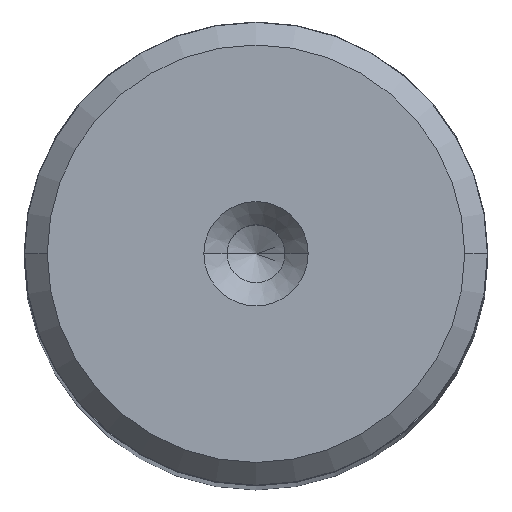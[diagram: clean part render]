
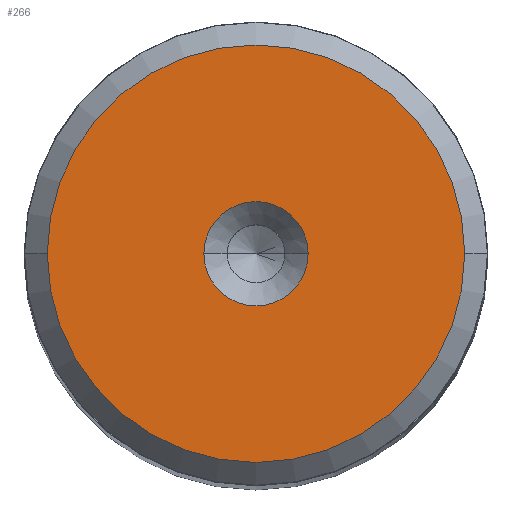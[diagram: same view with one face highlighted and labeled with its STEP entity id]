
A CAD part, top view. The second image highlights one B-rep face of the part: STEP entity #266.
In plain terms, the highlighted planar face has unit normal (0, 0, 1).
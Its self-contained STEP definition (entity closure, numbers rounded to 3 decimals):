
#138 = EDGE_CURVE ( 'NONE', #2673, #1770, #1742, .T. ) ;
#195 = FACE_OUTER_BOUND ( 'NONE', #1452, .T. ) ;
#266 = ADVANCED_FACE ( 'NONE', ( #1155, #195 ), #1402, .T. ) ;
#306 = CARTESIAN_POINT ( 'NONE',  ( 0., 0., 110. ) ) ;
#328 = DIRECTION ( 'NONE',  ( 0., 0., 1. ) ) ;
#370 = ORIENTED_EDGE ( 'NONE', *, *, #138, .F. ) ;
#465 = AXIS2_PLACEMENT_3D ( 'NONE', #2204, #1555, #1977 ) ;
#621 = CIRCLE ( 'NONE', #2171, 9.009 ) ;
#626 = DIRECTION ( 'NONE',  ( 0., 0., 1. ) ) ;
#657 = CARTESIAN_POINT ( 'NONE',  ( 2.25, 0., 110. ) ) ;
#690 = VERTEX_POINT ( 'NONE', #1669 ) ;
#717 = CARTESIAN_POINT ( 'NONE',  ( -9.009, 0., 110. ) ) ;
#779 = DIRECTION ( 'NONE',  ( 0., 0., 1. ) ) ;
#803 = AXIS2_PLACEMENT_3D ( 'NONE', #1655, #328, #1841 ) ;
#917 = EDGE_CURVE ( 'NONE', #1770, #2673, #2190, .T. ) ;
#988 = AXIS2_PLACEMENT_3D ( 'NONE', #306, #779, #2279 ) ;
#1117 = DIRECTION ( 'NONE',  ( 1., 0., 0. ) ) ;
#1128 = DIRECTION ( 'NONE',  ( 0., 0., 1. ) ) ;
#1155 = FACE_BOUND ( 'NONE', #2565, .T. ) ;
#1246 = ORIENTED_EDGE ( 'NONE', *, *, #2317, .T. ) ;
#1402 = PLANE ( 'NONE',  #988 ) ;
#1452 = EDGE_LOOP ( 'NONE', ( #1933, #1246 ) ) ;
#1555 = DIRECTION ( 'NONE',  ( 0., 0., 1. ) ) ;
#1581 = AXIS2_PLACEMENT_3D ( 'NONE', #2432, #1128, #1117 ) ;
#1655 = CARTESIAN_POINT ( 'NONE',  ( 0., 0., 110. ) ) ;
#1669 = CARTESIAN_POINT ( 'NONE',  ( 9.009, 0., 110. ) ) ;
#1742 = CIRCLE ( 'NONE', #803, 2.25 ) ;
#1770 = VERTEX_POINT ( 'NONE', #657 ) ;
#1841 = DIRECTION ( 'NONE',  ( 1., 0., 0. ) ) ;
#1933 = ORIENTED_EDGE ( 'NONE', *, *, #2772, .T. ) ;
#1951 = ORIENTED_EDGE ( 'NONE', *, *, #917, .F. ) ;
#1956 = CARTESIAN_POINT ( 'NONE',  ( 0., 0., 110. ) ) ;
#1977 = DIRECTION ( 'NONE',  ( 1., 0., 0. ) ) ;
#2171 = AXIS2_PLACEMENT_3D ( 'NONE', #1956, #626, #2536 ) ;
#2190 = CIRCLE ( 'NONE', #465, 2.25 ) ;
#2204 = CARTESIAN_POINT ( 'NONE',  ( 0., 0., 110. ) ) ;
#2279 = DIRECTION ( 'NONE',  ( 1., 0., 0. ) ) ;
#2317 = EDGE_CURVE ( 'NONE', #690, #2410, #2379, .T. ) ;
#2379 = CIRCLE ( 'NONE', #1581, 9.009 ) ;
#2410 = VERTEX_POINT ( 'NONE', #717 ) ;
#2432 = CARTESIAN_POINT ( 'NONE',  ( 0., 0., 110. ) ) ;
#2536 = DIRECTION ( 'NONE',  ( 1., 0., 0. ) ) ;
#2565 = EDGE_LOOP ( 'NONE', ( #1951, #370 ) ) ;
#2673 = VERTEX_POINT ( 'NONE', #2736 ) ;
#2736 = CARTESIAN_POINT ( 'NONE',  ( -2.25, 0., 110. ) ) ;
#2772 = EDGE_CURVE ( 'NONE', #2410, #690, #621, .T. ) ;
